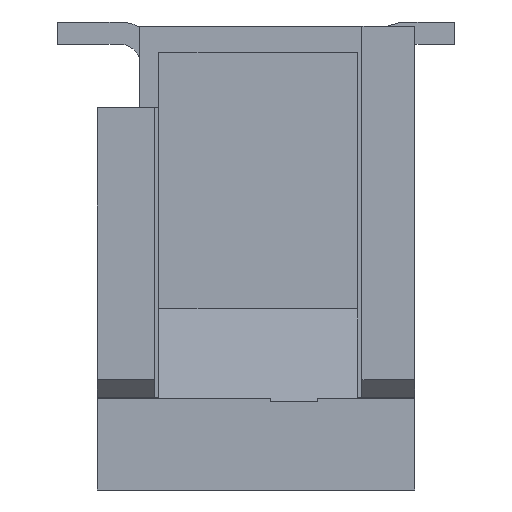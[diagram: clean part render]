
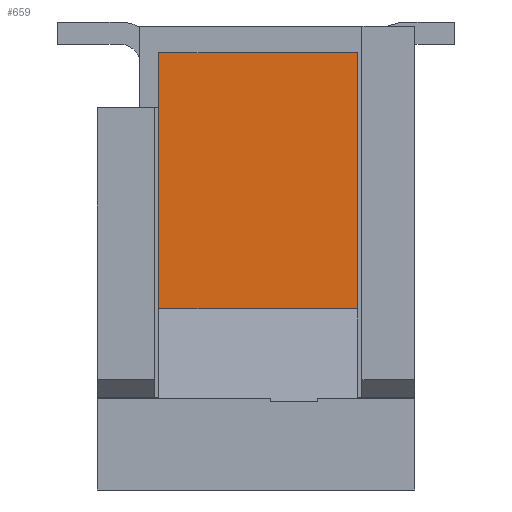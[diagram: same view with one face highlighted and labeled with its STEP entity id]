
A CAD part, left-side view. The second image highlights one B-rep face of the part: STEP entity #659.
In plain terms, the highlighted face is planar.
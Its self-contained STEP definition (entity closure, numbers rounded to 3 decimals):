
#125 = CARTESIAN_POINT ( 'NONE',  ( 6.35, 3.25, -1.1 ) ) ;
#275 = LINE ( 'NONE', #3790, #7526 ) ;
#659 = ADVANCED_FACE ( 'NONE', ( #7315 ), #6747, .F. ) ;
#691 = DIRECTION ( 'NONE',  ( 0., 0., -1. ) ) ;
#757 = DIRECTION ( 'NONE',  ( 0., 1., 0. ) ) ;
#1120 = ORIENTED_EDGE ( 'NONE', *, *, #1963, .T. ) ;
#1729 = CARTESIAN_POINT ( 'NONE',  ( 6.35, 1.8, 0.025 ) ) ;
#1963 = EDGE_CURVE ( 'NONE', #7204, #7331, #6750, .T. ) ;
#2006 = EDGE_CURVE ( 'NONE', #3464, #7204, #275, .T. ) ;
#2070 = CARTESIAN_POINT ( 'NONE',  ( 6.35, 3.25, 1.15 ) ) ;
#2090 = ORIENTED_EDGE ( 'NONE', *, *, #2006, .T. ) ;
#2364 = DIRECTION ( 'NONE',  ( -1., 0., 0. ) ) ;
#2432 = LINE ( 'NONE', #5569, #6759 ) ;
#2539 = CARTESIAN_POINT ( 'NONE',  ( 6.35, 0.35, 1.15 ) ) ;
#3464 = VERTEX_POINT ( 'NONE', #3627 ) ;
#3490 = EDGE_CURVE ( 'NONE', #7331, #5115, #2432, .T. ) ;
#3627 = CARTESIAN_POINT ( 'NONE',  ( 6.35, 0.35, -1.1 ) ) ;
#3790 = CARTESIAN_POINT ( 'NONE',  ( 6.35, 0.35, -1.1 ) ) ;
#4281 = DIRECTION ( 'NONE',  ( 0., -1., 0. ) ) ;
#4432 = DIRECTION ( 'NONE',  ( 0., 0., 1. ) ) ;
#4637 = EDGE_LOOP ( 'NONE', ( #2090, #1120, #5753, #5832 ) ) ;
#4924 = CARTESIAN_POINT ( 'NONE',  ( 6.35, 0.35, 1.15 ) ) ;
#5115 = VERTEX_POINT ( 'NONE', #2539 ) ;
#5569 = CARTESIAN_POINT ( 'NONE',  ( 6.35, 3.25, 1.15 ) ) ;
#5621 = CARTESIAN_POINT ( 'NONE',  ( 6.35, 3.25, -1.1 ) ) ;
#5753 = ORIENTED_EDGE ( 'NONE', *, *, #3490, .T. ) ;
#5832 = ORIENTED_EDGE ( 'NONE', *, *, #7112, .T. ) ;
#5985 = VECTOR ( 'NONE', #4432, 1000. ) ;
#6068 = DIRECTION ( 'NONE',  ( 0., 0., -1. ) ) ;
#6671 = LINE ( 'NONE', #4924, #7186 ) ;
#6747 = PLANE ( 'NONE',  #6981 ) ;
#6750 = LINE ( 'NONE', #5621, #5985 ) ;
#6759 = VECTOR ( 'NONE', #4281, 1000. ) ;
#6981 = AXIS2_PLACEMENT_3D ( 'NONE', #1729, #2364, #6068 ) ;
#7112 = EDGE_CURVE ( 'NONE', #5115, #3464, #6671, .T. ) ;
#7186 = VECTOR ( 'NONE', #691, 1000. ) ;
#7204 = VERTEX_POINT ( 'NONE', #125 ) ;
#7315 = FACE_OUTER_BOUND ( 'NONE', #4637, .T. ) ;
#7331 = VERTEX_POINT ( 'NONE', #2070 ) ;
#7526 = VECTOR ( 'NONE', #757, 1000. ) ;
